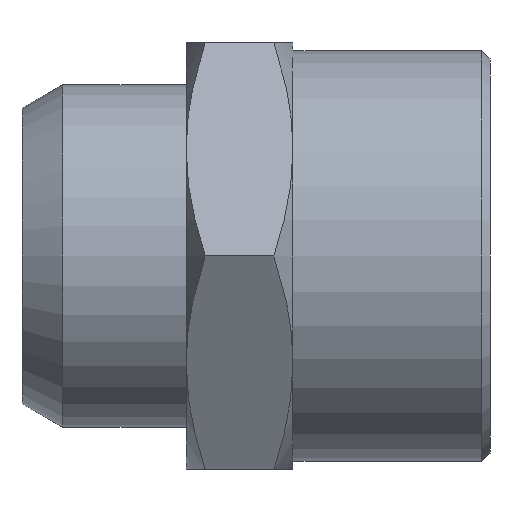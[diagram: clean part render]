
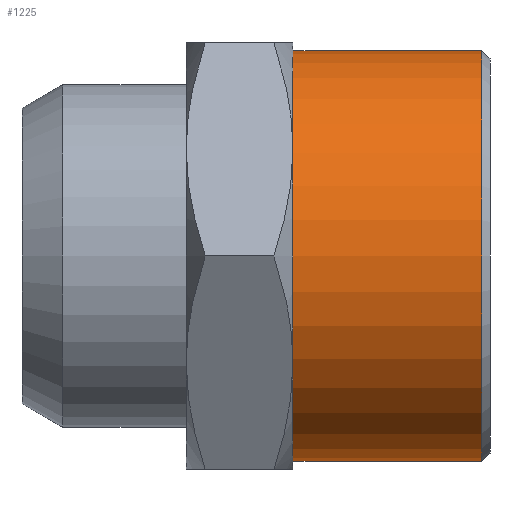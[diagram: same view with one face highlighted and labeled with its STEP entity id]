
A CAD part, left-side view. The second image highlights one B-rep face of the part: STEP entity #1225.
In plain terms, the highlighted cylindrical face has radius 12.5 mm (diameter 25 mm), a partial arc.
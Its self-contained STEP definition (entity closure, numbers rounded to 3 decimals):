
#87 = DIRECTION ( 'NONE',  ( 0., 1., 0. ) ) ;
#124 = EDGE_CURVE ( 'NONE', #363, #1136, #1228, .T. ) ;
#127 = CYLINDRICAL_SURFACE ( 'NONE', #221, 12.5 ) ;
#181 = ORIENTED_EDGE ( 'NONE', *, *, #124, .T. ) ;
#184 = DIRECTION ( 'NONE',  ( 0., 0., -1. ) ) ;
#221 = AXIS2_PLACEMENT_3D ( 'NONE', #284, #1282, #1060 ) ;
#225 = CARTESIAN_POINT ( 'NONE',  ( 0., 0., 12.5 ) ) ;
#228 = VERTEX_POINT ( 'NONE', #487 ) ;
#283 = VERTEX_POINT ( 'NONE', #411 ) ;
#284 = CARTESIAN_POINT ( 'NONE',  ( 0., 0., 0. ) ) ;
#342 = LINE ( 'NONE', #225, #458 ) ;
#347 = CARTESIAN_POINT ( 'NONE',  ( 0., 0.5, 12.5 ) ) ;
#355 = ORIENTED_EDGE ( 'NONE', *, *, #1096, .T. ) ;
#363 = VERTEX_POINT ( 'NONE', #778 ) ;
#365 = DIRECTION ( 'NONE',  ( 0., 1., 0. ) ) ;
#405 = CARTESIAN_POINT ( 'NONE',  ( 0., 0., -12.5 ) ) ;
#411 = CARTESIAN_POINT ( 'NONE',  ( 0., 12., -12.5 ) ) ;
#430 = CIRCLE ( 'NONE', #568, 12.5 ) ;
#436 = ORIENTED_EDGE ( 'NONE', *, *, #1120, .T. ) ;
#447 = VECTOR ( 'NONE', #1008, 1000. ) ;
#458 = VECTOR ( 'NONE', #365, 1000. ) ;
#487 = CARTESIAN_POINT ( 'NONE',  ( 0., 12., 12.5 ) ) ;
#521 = EDGE_CURVE ( 'NONE', #363, #283, #928, .T. ) ;
#568 = AXIS2_PLACEMENT_3D ( 'NONE', #759, #955, #1249 ) ;
#601 = EDGE_LOOP ( 'NONE', ( #800, #181, #355, #436 ) ) ;
#759 = CARTESIAN_POINT ( 'NONE',  ( 0., 12., 0. ) ) ;
#778 = CARTESIAN_POINT ( 'NONE',  ( 0., 0.5, -12.5 ) ) ;
#800 = ORIENTED_EDGE ( 'NONE', *, *, #521, .F. ) ;
#871 = CARTESIAN_POINT ( 'NONE',  ( 0., 0.5, 0. ) ) ;
#928 = LINE ( 'NONE', #405, #447 ) ;
#951 = AXIS2_PLACEMENT_3D ( 'NONE', #871, #87, #184 ) ;
#955 = DIRECTION ( 'NONE',  ( 0., -1., 0. ) ) ;
#1008 = DIRECTION ( 'NONE',  ( 0., 1., 0. ) ) ;
#1060 = DIRECTION ( 'NONE',  ( 0., 0., 1. ) ) ;
#1069 = FACE_OUTER_BOUND ( 'NONE', #601, .T. ) ;
#1096 = EDGE_CURVE ( 'NONE', #1136, #228, #342, .T. ) ;
#1120 = EDGE_CURVE ( 'NONE', #228, #283, #430, .T. ) ;
#1136 = VERTEX_POINT ( 'NONE', #347 ) ;
#1225 = ADVANCED_FACE ( 'NONE', ( #1069 ), #127, .T. ) ;
#1228 = CIRCLE ( 'NONE', #951, 12.5 ) ;
#1249 = DIRECTION ( 'NONE',  ( 0., 0., -1. ) ) ;
#1282 = DIRECTION ( 'NONE',  ( 0., 1., 0. ) ) ;
